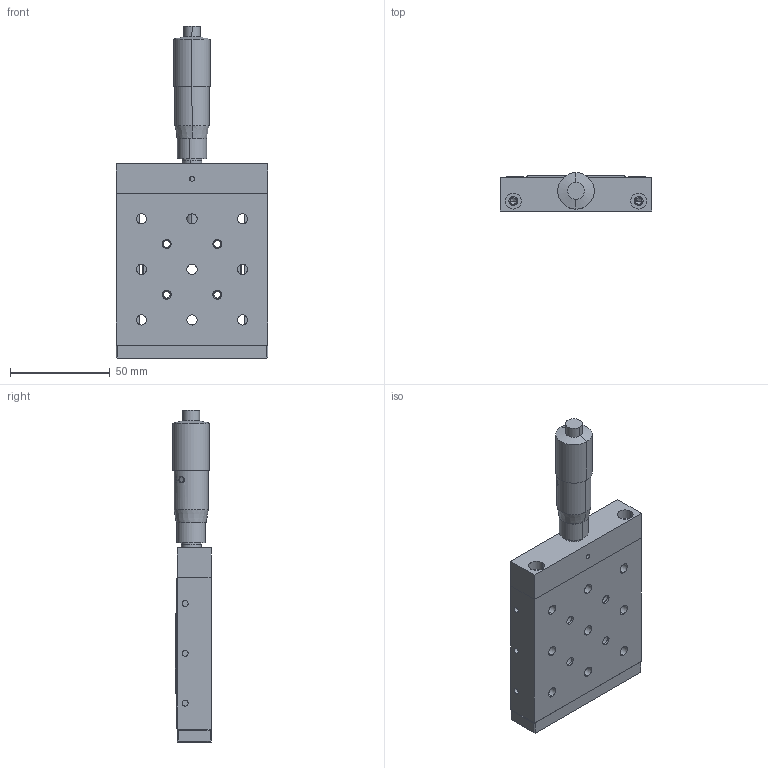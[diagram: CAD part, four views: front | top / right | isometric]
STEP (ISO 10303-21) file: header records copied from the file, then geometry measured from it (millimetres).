
FILE_DESCRIPTION (( 'STEP AP203' ), '1' );
FILE_NAME ('06RTS-1.STEP', '2016-05-12T06:19:16', ( '' ), ( '' ), 'SwSTEP 2.0', 'SolidWorks 2016', '' );
FILE_SCHEMA (( 'CONFIG_CONTROL_DESIGN' ));
Length unit declared in the file: millimetre
Products named in the file (1): 06RTS-1
Bounding box: 76 x 19.15 x 166.7 mm (x, y, z)
Volume: 108098.3 mm3; surface area: 55852.8 mm2
Topology: 12 solids, 12 shells, 758 faces, 1959 edges, 1247 vertices
Faces by surface type: plane 405, cylinder 187, bspline 114, cone 50, sphere 2
Entity records: 39652 total; most frequent: CARTESIAN_POINT 21723, ORIENTED_EDGE 3862, DIRECTION 3357, EDGE_CURVE 1931, VERTEX_POINT 1247, AXIS2_PLACEMENT_3D 1127, VECTOR 1103, LINE 1103
